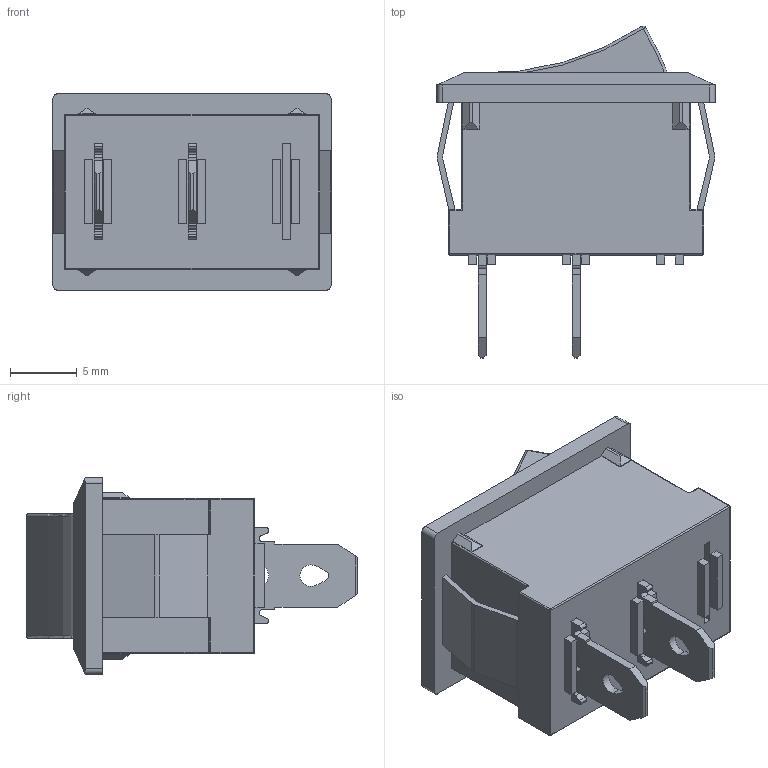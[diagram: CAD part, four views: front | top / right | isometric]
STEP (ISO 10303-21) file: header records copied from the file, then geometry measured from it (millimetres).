
FILE_DESCRIPTION(/* description */ (''),/* implementation_level */ '2;1');
FILE_NAME(/* name */ 'Switch 21x15mm.stp',/* time_stamp */ '2018-09-10T13:55:28+02:00',/* author */ ('gabri'),/* organization */ (''),/* preprocessor_version */ 'ST-DEVELOPER v17',/* originating_system */ 'Autodesk Inventor 2019',/* authorisation */ '');
FILE_SCHEMA (('AUTOMOTIVE_DESIGN { 1 0 10303 214 3 1 1 }'));
Length unit declared in the file: millimetre
Products named in the file (1): Switch 21x15mm
Bounding box: 20.8 x 24.81 x 14.7 mm (x, y, z)
Volume: 3022 mm3; surface area: 2646.5 mm2
Topology: 3 solids, 3 shells, 239 faces, 615 edges, 392 vertices
Faces by surface type: plane 156, cylinder 65, sphere 10, torus 8
Full cylindrical faces by diameter (mm): 1.6 x2
Entity records: 7290 total; most frequent: CARTESIAN_POINT 1291, DIRECTION 1233, ORIENTED_EDGE 1230, EDGE_CURVE 615, LINE 469, VECTOR 469, VERTEX_POINT 392, AXIS2_PLACEMENT_3D 382
